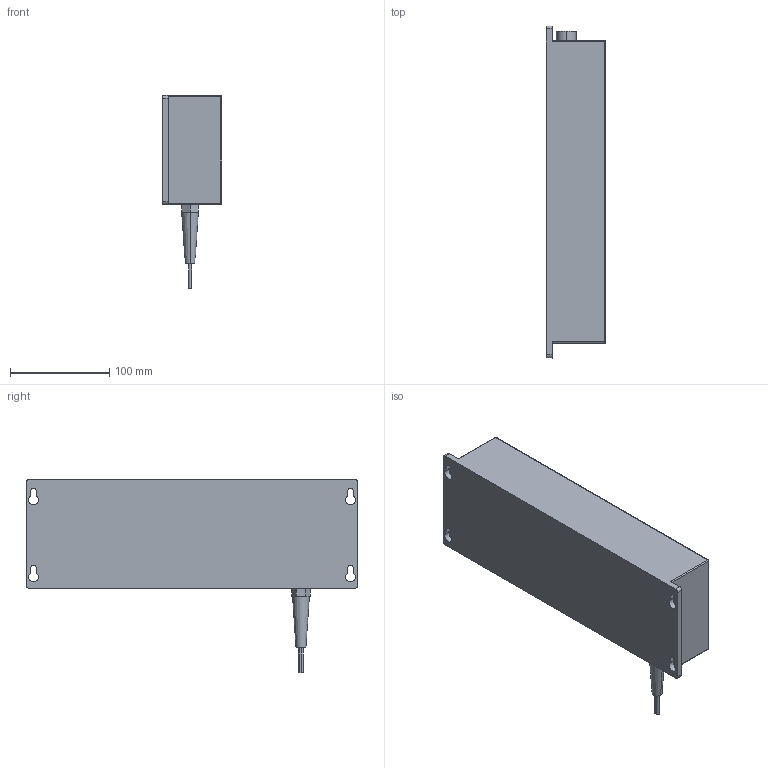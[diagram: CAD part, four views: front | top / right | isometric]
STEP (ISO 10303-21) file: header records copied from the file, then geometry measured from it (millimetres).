
FILE_DESCRIPTION (( 'STEP AP214' ), '1' );
FILE_NAME ('6940052', '2019-02-01T13:40:44', ( '' ), ('JUGARD+KÜNSTNER GmbH'), 'SwSTEP 2.0', 'SolidWorks 2017', '' );
FILE_SCHEMA (( 'AUTOMOTIVE_DESIGN' ));
Length unit declared in the file: millimetre
Products named in the file (1): 6940052_CNAJF00
Bounding box: 60 x 335 x 195 mm (x, y, z)
Volume: 2042750.9 mm3; surface area: 126998.3 mm2
Topology: 1 solids, 1 shells, 76 faces, 195 edges, 120 vertices
Faces by surface type: plane 41, cylinder 29, bspline 4, cone 2
Entity records: 2369 total; most frequent: CARTESIAN_POINT 448, DIRECTION 413, ORIENTED_EDGE 382, EDGE_CURVE 191, AXIS2_PLACEMENT_3D 149, VERTEX_POINT 120, VECTOR 115, LINE 115
